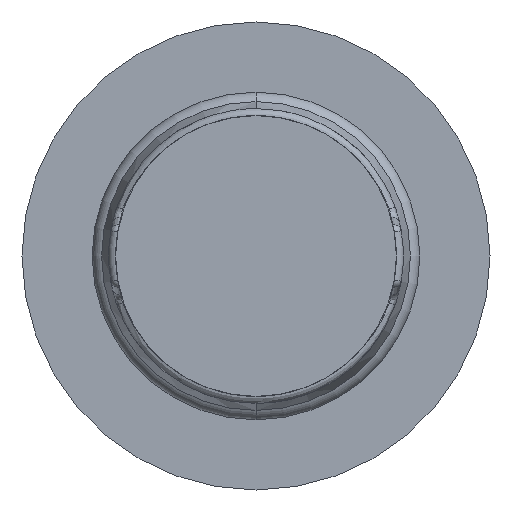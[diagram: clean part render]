
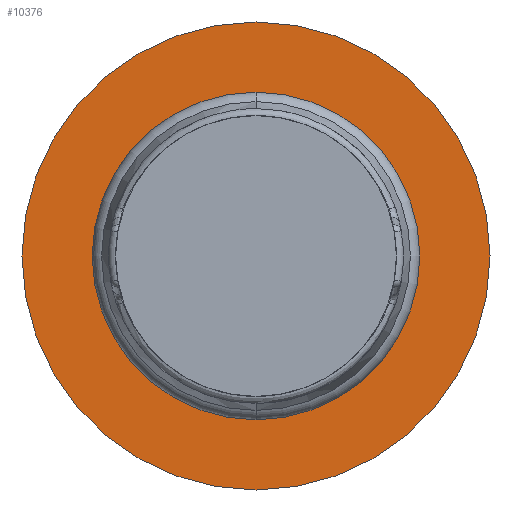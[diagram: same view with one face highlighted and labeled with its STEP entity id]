
A CAD part, front view. The second image highlights one B-rep face of the part: STEP entity #10376.
In plain terms, the highlighted planar face has unit normal (0, -1, 0).
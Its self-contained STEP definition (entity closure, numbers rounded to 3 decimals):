
#284 = CIRCLE ( 'NONE', #3028, 9.9 ) ;
#464 = CARTESIAN_POINT ( 'NONE',  ( 0., 2.4, 0. ) ) ;
#588 = VERTEX_POINT ( 'NONE', #3638 ) ;
#637 = DIRECTION ( 'NONE',  ( 0., 1., 0. ) ) ;
#698 = FACE_OUTER_BOUND ( 'NONE', #4950, .T. ) ;
#907 = CARTESIAN_POINT ( 'NONE',  ( 0., 2.4, -9.9 ) ) ;
#1827 = CARTESIAN_POINT ( 'NONE',  ( -15., 2.4, 0. ) ) ;
#1835 = DIRECTION ( 'NONE',  ( 0., 0., 1. ) ) ;
#1932 = AXIS2_PLACEMENT_3D ( 'NONE', #2648, #8782, #3576 ) ;
#2017 = AXIS2_PLACEMENT_3D ( 'NONE', #464, #9454, #8532 ) ;
#2648 = CARTESIAN_POINT ( 'NONE',  ( 0., 2.4, 0. ) ) ;
#3028 = AXIS2_PLACEMENT_3D ( 'NONE', #11816, #7827, #6641 ) ;
#3576 = DIRECTION ( 'NONE',  ( 0., 0., 1. ) ) ;
#3638 = CARTESIAN_POINT ( 'NONE',  ( 0., 2.4, 9.9 ) ) ;
#3814 = PLANE ( 'NONE',  #9674 ) ;
#4012 = CIRCLE ( 'NONE', #11513, 15. ) ;
#4540 = ORIENTED_EDGE ( 'NONE', *, *, #8955, .F. ) ;
#4950 = EDGE_LOOP ( 'NONE', ( #10935, #4540 ) ) ;
#5479 = EDGE_CURVE ( 'NONE', #11543, #7246, #7670, .T. ) ;
#5644 = FACE_BOUND ( 'NONE', #8849, .T. ) ;
#5889 = DIRECTION ( 'NONE',  ( 0., -1., 0. ) ) ;
#6096 = CARTESIAN_POINT ( 'NONE',  ( 0., 2.4, -15. ) ) ;
#6633 = CARTESIAN_POINT ( 'NONE',  ( 0., 2.4, 0. ) ) ;
#6641 = DIRECTION ( 'NONE',  ( 0., 0., 1. ) ) ;
#7137 = ORIENTED_EDGE ( 'NONE', *, *, #11192, .T. ) ;
#7246 = VERTEX_POINT ( 'NONE', #6096 ) ;
#7670 = CIRCLE ( 'NONE', #1932, 15. ) ;
#7741 = CIRCLE ( 'NONE', #2017, 9.9 ) ;
#7827 = DIRECTION ( 'NONE',  ( 0., 1., 0. ) ) ;
#8532 = DIRECTION ( 'NONE',  ( 0., 0., 1. ) ) ;
#8764 = DIRECTION ( 'NONE',  ( 0., 0., -1. ) ) ;
#8782 = DIRECTION ( 'NONE',  ( 0., 1., 0. ) ) ;
#8849 = EDGE_LOOP ( 'NONE', ( #13114, #7137 ) ) ;
#8955 = EDGE_CURVE ( 'NONE', #7246, #11543, #4012, .T. ) ;
#9454 = DIRECTION ( 'NONE',  ( 0., 1., 0. ) ) ;
#9674 = AXIS2_PLACEMENT_3D ( 'NONE', #1827, #5889, #8764 ) ;
#9875 = CARTESIAN_POINT ( 'NONE',  ( 0., 2.4, 15. ) ) ;
#10376 = ADVANCED_FACE ( 'NONE', ( #5644, #698 ), #3814, .T. ) ;
#10935 = ORIENTED_EDGE ( 'NONE', *, *, #5479, .F. ) ;
#11192 = EDGE_CURVE ( 'NONE', #11391, #588, #284, .T. ) ;
#11391 = VERTEX_POINT ( 'NONE', #907 ) ;
#11513 = AXIS2_PLACEMENT_3D ( 'NONE', #6633, #637, #1835 ) ;
#11543 = VERTEX_POINT ( 'NONE', #9875 ) ;
#11816 = CARTESIAN_POINT ( 'NONE',  ( 0., 2.4, 0. ) ) ;
#13046 = EDGE_CURVE ( 'NONE', #588, #11391, #7741, .T. ) ;
#13114 = ORIENTED_EDGE ( 'NONE', *, *, #13046, .T. ) ;
